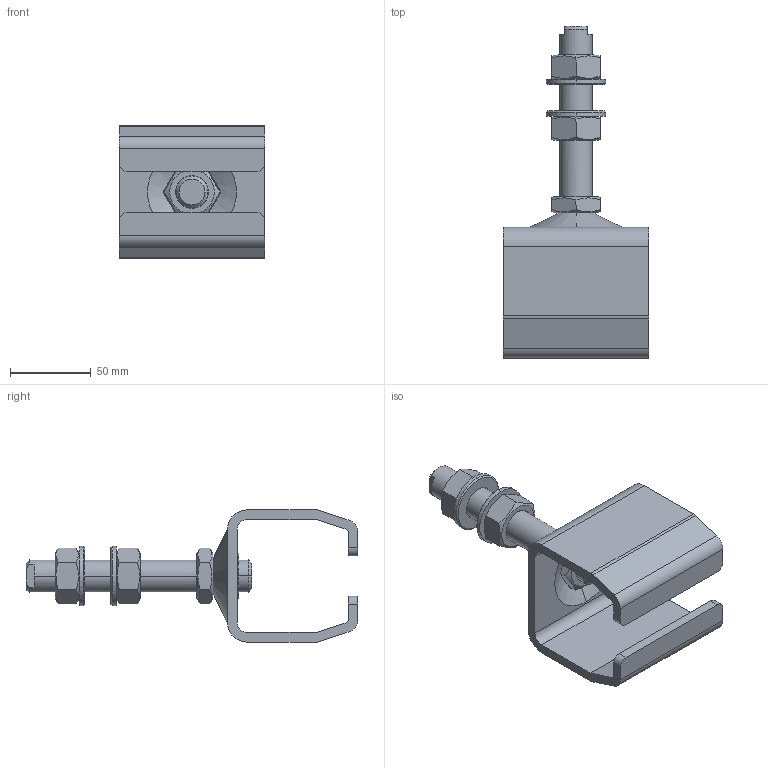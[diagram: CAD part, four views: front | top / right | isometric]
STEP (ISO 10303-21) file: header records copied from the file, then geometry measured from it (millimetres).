
FILE_DESCRIPTION (( 'STEP AP214' ), '1' );
FILE_NAME ('0080309.step', '2022-08-04T12:21:19', ( '' ), ( '' ), 'SwSTEP 2.0', 'SolidWorks 2020', '' );
FILE_SCHEMA (( 'AUTOMOTIVE_DESIGN' ));
Length unit declared in the file: millimetre
Products named in the file (1): 0080309
Bounding box: 90 x 206 x 82 mm (x, y, z)
Volume: 210160 mm3; surface area: 74916.5 mm2
Topology: 8 solids, 8 shells, 152 faces, 382 edges, 246 vertices
Faces by surface type: plane 68, cone 44, cylinder 40
Entity records: 6821 total; most frequent: CARTESIAN_POINT 1421, ORIENTED_EDGE 764, DIRECTION 738, EDGE_CURVE 382, AXIS2_PLACEMENT_3D 281, VERTEX_POINT 246, VECTOR 176, LINE 176
